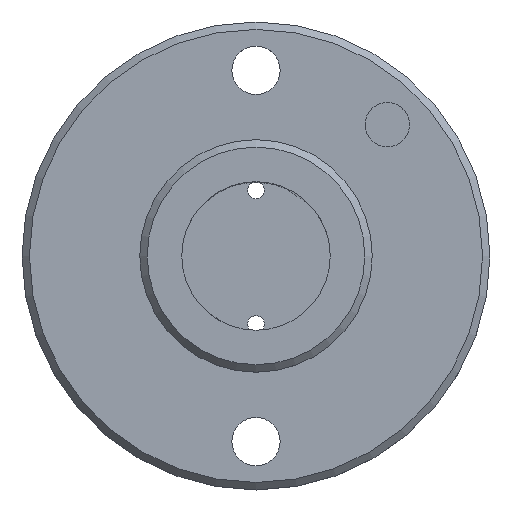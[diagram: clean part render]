
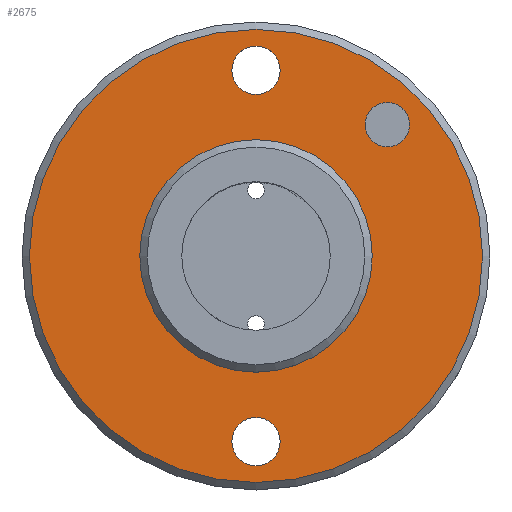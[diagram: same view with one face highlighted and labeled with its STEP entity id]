
A CAD part, top view. The second image highlights one B-rep face of the part: STEP entity #2675.
In plain terms, the highlighted planar face has unit normal (0, 0, 1).
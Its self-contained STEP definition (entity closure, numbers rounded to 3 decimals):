
#35=FACE_BOUND('',#466,.T.);
#36=FACE_BOUND('',#467,.T.);
#37=FACE_BOUND('',#468,.T.);
#38=FACE_BOUND('',#469,.T.);
#100=PLANE('',#2929);
#308=FACE_OUTER_BOUND('',#465,.T.);
#465=EDGE_LOOP('',(#2468));
#466=EDGE_LOOP('',(#2469));
#467=EDGE_LOOP('',(#2470));
#468=EDGE_LOOP('',(#2471));
#469=EDGE_LOOP('',(#2472));
#667=CIRCLE('',#2928,15.65);
#668=CIRCLE('',#2930,30.5);
#669=CIRCLE('',#2931,3.25);
#670=CIRCLE('',#2932,3.25);
#671=CIRCLE('',#2933,3.);
#1278=VERTEX_POINT('',#6079);
#1279=VERTEX_POINT('',#6083);
#1280=VERTEX_POINT('',#6085);
#1281=VERTEX_POINT('',#6087);
#1282=VERTEX_POINT('',#6089);
#1676=EDGE_CURVE('',#1278,#1278,#667,.T.);
#1677=EDGE_CURVE('',#1279,#1279,#668,.T.);
#1678=EDGE_CURVE('',#1280,#1280,#669,.T.);
#1679=EDGE_CURVE('',#1281,#1281,#670,.T.);
#1680=EDGE_CURVE('',#1282,#1282,#671,.T.);
#2468=ORIENTED_EDGE('',*,*,#1677,.F.);
#2469=ORIENTED_EDGE('',*,*,#1678,.T.);
#2470=ORIENTED_EDGE('',*,*,#1679,.T.);
#2471=ORIENTED_EDGE('',*,*,#1680,.T.);
#2472=ORIENTED_EDGE('',*,*,#1676,.T.);
#2675=ADVANCED_FACE('',(#308,#35,#36,#37,#38),#100,.T.);
#2928=AXIS2_PLACEMENT_3D('',#6081,#3583,#3584);
#2929=AXIS2_PLACEMENT_3D('',#6082,#3585,#3586);
#2930=AXIS2_PLACEMENT_3D('',#6084,#3587,#3588);
#2931=AXIS2_PLACEMENT_3D('',#6086,#3589,#3590);
#2932=AXIS2_PLACEMENT_3D('',#6088,#3591,#3592);
#2933=AXIS2_PLACEMENT_3D('',#6090,#3593,#3594);
#3583=DIRECTION('center_axis',(0.,0.,-1.));
#3584=DIRECTION('ref_axis',(-1.,0.,0.));
#3585=DIRECTION('center_axis',(0.,0.,1.));
#3586=DIRECTION('ref_axis',(1.,0.,0.));
#3587=DIRECTION('center_axis',(0.,0.,-1.));
#3588=DIRECTION('ref_axis',(1.,0.,0.));
#3589=DIRECTION('center_axis',(0.,0.,-1.));
#3590=DIRECTION('ref_axis',(-1.,0.,0.));
#3591=DIRECTION('center_axis',(0.,0.,-1.));
#3592=DIRECTION('ref_axis',(-1.,0.,0.));
#3593=DIRECTION('center_axis',(0.,0.,-1.));
#3594=DIRECTION('ref_axis',(-1.,0.,0.));
#6079=CARTESIAN_POINT('',(15.65,0.,5.));
#6081=CARTESIAN_POINT('Origin',(0.,0.,5.));
#6082=CARTESIAN_POINT('Origin',(0.,0.,5.));
#6083=CARTESIAN_POINT('',(-30.5,0.,5.));
#6084=CARTESIAN_POINT('Origin',(0.,0.,5.));
#6085=CARTESIAN_POINT('',(3.25,-25.,5.));
#6086=CARTESIAN_POINT('Origin',(0.,-25.,5.));
#6087=CARTESIAN_POINT('',(3.25,25.,5.));
#6088=CARTESIAN_POINT('Origin',(0.,25.,5.));
#6089=CARTESIAN_POINT('',(20.678,17.678,5.));
#6090=CARTESIAN_POINT('Origin',(17.678,17.678,5.));
